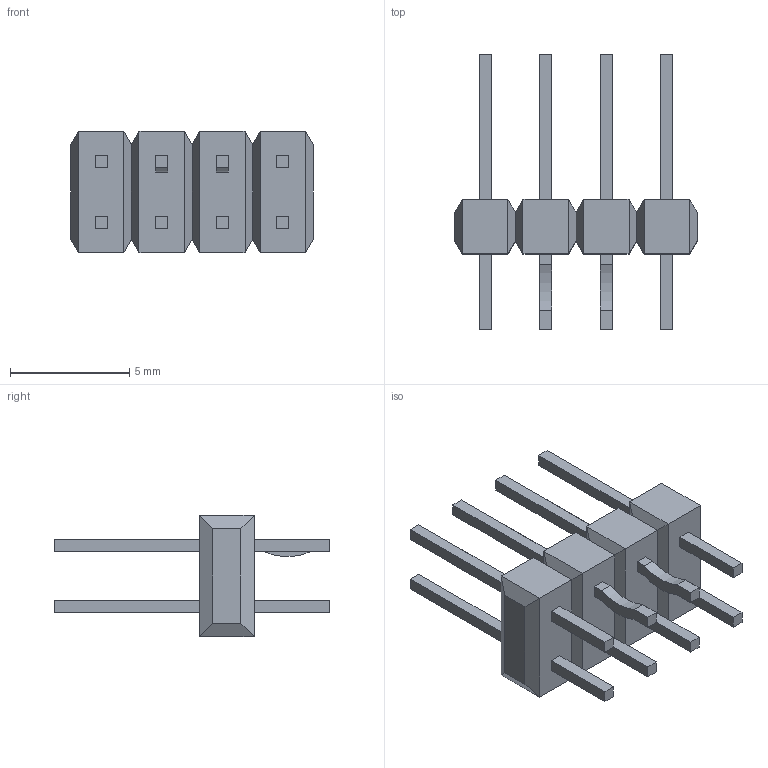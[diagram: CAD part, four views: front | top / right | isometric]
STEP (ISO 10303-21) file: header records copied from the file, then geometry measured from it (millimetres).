
FILE_DESCRIPTION((''),'2;1');
FILE_NAME('702871100','2009-09-18T',('pnb'),(''),'PRO/ENGINEER BY PARAMETRIC TECHNOLOGY CORPORATION, 2003451','PRO/ENGINEER BY PARAMETRIC TECHNOLOGY CORPORATION, 2003451','');
FILE_SCHEMA(('CONFIG_CONTROL_DESIGN'));
Length unit declared in the file: inch
Products named in the file (1): 702871100
Bounding box: 10.16 x 11.56 x 5.08 mm (x, y, z)
Volume: 127.9 mm3; surface area: 336.2 mm2
Topology: 1 solids, 1 shells, 138 faces, 332 edges, 212 vertices
Faces by surface type: plane 134, cylinder 4
Entity records: 3925 total; most frequent: CARTESIAN_POINT 667, DIRECTION 634, ORIENTED_EDGE 632, EDGE_CURVE 316, VECTOR 308, LINE 308, VERTEX_POINT 196, AXIS2_PLACEMENT_3D 163
